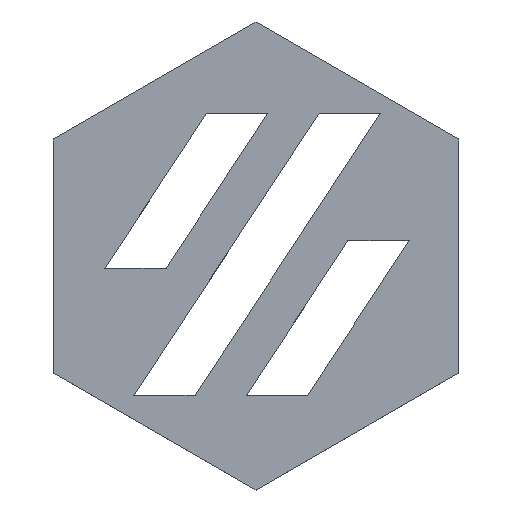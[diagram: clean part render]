
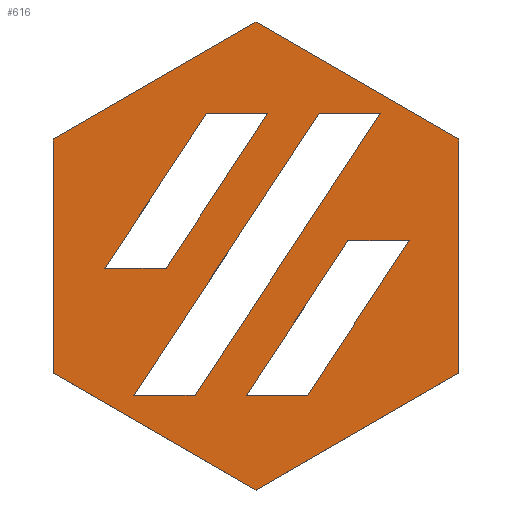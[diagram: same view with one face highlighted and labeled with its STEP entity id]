
A CAD part, top view. The second image highlights one B-rep face of the part: STEP entity #616.
In plain terms, the highlighted planar face has unit normal (0, 0, 1).
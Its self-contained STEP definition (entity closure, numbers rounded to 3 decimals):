
#42=CARTESIAN_POINT('',(168.24,-163.98,-186.871));
#43=VERTEX_POINT('',#42);
#50=CARTESIAN_POINT('',(172.741,-157.132,-186.871));
#51=VERTEX_POINT('',#50);
#52=CARTESIAN_POINT('',(172.741,-157.132,-186.871));
#53=DIRECTION('',(-0.549,-0.836,-0.));
#54=VECTOR('',#53,8.194);
#55=LINE('',#52,#54);
#56=EDGE_CURVE('',#51,#43,#55,.T.);
#80=CARTESIAN_POINT('',(165.533,-163.98,-186.871));
#81=VERTEX_POINT('',#80);
#88=CARTESIAN_POINT('',(168.24,-163.98,-186.871));
#89=DIRECTION('',(-1.,-0.,0.));
#90=VECTOR('',#89,2.707);
#91=LINE('',#88,#90);
#92=EDGE_CURVE('',#43,#81,#91,.T.);
#111=CARTESIAN_POINT('',(170.033,-157.132,-186.871));
#112=VERTEX_POINT('',#111);
#119=CARTESIAN_POINT('',(165.533,-163.98,-186.871));
#120=DIRECTION('',(0.549,0.836,0.));
#121=VECTOR('',#120,8.194);
#122=LINE('',#119,#121);
#123=EDGE_CURVE('',#81,#112,#122,.T.);
#144=CARTESIAN_POINT('',(171.456,-151.499,-186.871));
#145=VERTEX_POINT('',#144);
#152=CARTESIAN_POINT('',(168.749,-151.499,-186.871));
#153=VERTEX_POINT('',#152);
#154=CARTESIAN_POINT('',(168.749,-151.499,-186.871));
#155=DIRECTION('',(1.,-0.,-0.));
#156=VECTOR('',#155,2.707);
#157=LINE('',#154,#156);
#158=EDGE_CURVE('',#153,#145,#157,.T.);
#182=CARTESIAN_POINT('',(163.251,-163.98,-186.871));
#183=VERTEX_POINT('',#182);
#190=CARTESIAN_POINT('',(171.456,-151.499,-186.871));
#191=DIRECTION('',(-0.549,-0.836,-0.));
#192=VECTOR('',#191,14.936);
#193=LINE('',#190,#192);
#194=EDGE_CURVE('',#145,#183,#193,.T.);
#213=CARTESIAN_POINT('',(160.544,-163.98,-186.871));
#214=VERTEX_POINT('',#213);
#221=CARTESIAN_POINT('',(163.251,-163.98,-186.871));
#222=DIRECTION('',(-1.,-0.,0.));
#223=VECTOR('',#222,2.707);
#224=LINE('',#221,#223);
#225=EDGE_CURVE('',#183,#214,#224,.T.);
#246=CARTESIAN_POINT('',(166.467,-151.499,-186.871));
#247=VERTEX_POINT('',#246);
#254=CARTESIAN_POINT('',(163.76,-151.499,-186.871));
#255=VERTEX_POINT('',#254);
#256=CARTESIAN_POINT('',(163.76,-151.499,-186.871));
#257=DIRECTION('',(1.,0.,-0.));
#258=VECTOR('',#257,2.708);
#259=LINE('',#256,#258);
#260=EDGE_CURVE('',#255,#247,#259,.T.);
#284=CARTESIAN_POINT('',(161.966,-158.346,-186.871));
#285=VERTEX_POINT('',#284);
#292=CARTESIAN_POINT('',(166.467,-151.499,-186.871));
#293=DIRECTION('',(-0.549,-0.836,-0.));
#294=VECTOR('',#293,8.195);
#295=LINE('',#292,#294);
#296=EDGE_CURVE('',#247,#285,#295,.T.);
#315=CARTESIAN_POINT('',(159.259,-158.346,-186.871));
#316=VERTEX_POINT('',#315);
#323=CARTESIAN_POINT('',(161.966,-158.346,-186.871));
#324=DIRECTION('',(-1.,-0.,0.));
#325=VECTOR('',#324,2.707);
#326=LINE('',#323,#325);
#327=EDGE_CURVE('',#285,#316,#326,.T.);
#348=CARTESIAN_POINT('',(165.955,-147.433,-186.871));
#349=VERTEX_POINT('',#348);
#356=CARTESIAN_POINT('',(174.939,-152.62,-186.871));
#357=VERTEX_POINT('',#356);
#358=CARTESIAN_POINT('',(165.955,-147.433,-186.871));
#359=DIRECTION('',(0.866,-0.5,-0.));
#360=VECTOR('',#359,10.374);
#361=LINE('',#358,#360);
#362=EDGE_CURVE('',#349,#357,#361,.T.);
#386=CARTESIAN_POINT('',(156.971,-152.62,-186.871));
#387=VERTEX_POINT('',#386);
#394=CARTESIAN_POINT('',(165.955,-147.433,-186.871));
#395=DIRECTION('',(-0.866,-0.5,-0.));
#396=VECTOR('',#395,10.374);
#397=LINE('',#394,#396);
#398=EDGE_CURVE('',#349,#387,#397,.T.);
#417=CARTESIAN_POINT('',(156.971,-162.994,-186.871));
#418=VERTEX_POINT('',#417);
#425=CARTESIAN_POINT('',(156.971,-152.62,-186.871));
#426=DIRECTION('',(0.,-1.,-0.));
#427=VECTOR('',#426,10.374);
#428=LINE('',#425,#427);
#429=EDGE_CURVE('',#387,#418,#428,.T.);
#448=CARTESIAN_POINT('',(165.955,-168.18,-186.871));
#449=VERTEX_POINT('',#448);
#456=CARTESIAN_POINT('',(156.971,-162.994,-186.871));
#457=DIRECTION('',(0.866,-0.5,-0.));
#458=VECTOR('',#457,10.374);
#459=LINE('',#456,#458);
#460=EDGE_CURVE('',#418,#449,#459,.T.);
#479=CARTESIAN_POINT('',(174.939,-162.994,-186.871));
#480=VERTEX_POINT('',#479);
#487=CARTESIAN_POINT('',(165.955,-168.18,-186.871));
#488=DIRECTION('',(0.866,0.5,0.));
#489=VECTOR('',#488,10.373);
#490=LINE('',#487,#489);
#491=EDGE_CURVE('',#449,#480,#490,.T.);
#509=CARTESIAN_POINT('',(160.544,-163.98,-186.871));
#510=DIRECTION('',(0.549,0.836,0.));
#511=VECTOR('',#510,14.936);
#512=LINE('',#509,#511);
#513=EDGE_CURVE('',#214,#153,#512,.T.);
#531=CARTESIAN_POINT('',(159.259,-158.346,-186.871));
#532=DIRECTION('',(0.549,0.836,0.));
#533=VECTOR('',#532,8.194);
#534=LINE('',#531,#533);
#535=EDGE_CURVE('',#316,#255,#534,.T.);
#553=CARTESIAN_POINT('',(174.939,-162.994,-186.871));
#554=DIRECTION('',(-0.,1.,0.));
#555=VECTOR('',#554,10.374);
#556=LINE('',#553,#555);
#557=EDGE_CURVE('',#480,#357,#556,.T.);
#575=CARTESIAN_POINT('',(170.033,-157.132,-186.871));
#576=DIRECTION('',(1.,0.,-0.));
#577=VECTOR('',#576,2.708);
#578=LINE('',#575,#577);
#579=EDGE_CURVE('',#112,#51,#578,.T.);
#585=CARTESIAN_POINT('',(165.955,-157.807,-186.871));
#586=DIRECTION('',(0.,-0.,1.));
#587=DIRECTION('',(0.,-1.,-0.));
#588=AXIS2_PLACEMENT_3D('',#585,#586,#587);
#589=PLANE('',#588);
#590=ORIENTED_EDGE('',*,*,#362,.F.);
#591=ORIENTED_EDGE('',*,*,#398,.T.);
#592=ORIENTED_EDGE('',*,*,#429,.T.);
#593=ORIENTED_EDGE('',*,*,#460,.T.);
#594=ORIENTED_EDGE('',*,*,#491,.T.);
#595=ORIENTED_EDGE('',*,*,#557,.T.);
#596=EDGE_LOOP('',(#590,#591,#592,#593,#594,#595));
#597=FACE_BOUND('',#596,.T.);
#598=ORIENTED_EDGE('',*,*,#260,.T.);
#599=ORIENTED_EDGE('',*,*,#296,.T.);
#600=ORIENTED_EDGE('',*,*,#327,.T.);
#601=ORIENTED_EDGE('',*,*,#535,.T.);
#602=EDGE_LOOP('',(#598,#599,#600,#601));
#603=FACE_BOUND('',#602,.T.);
#604=ORIENTED_EDGE('',*,*,#158,.T.);
#605=ORIENTED_EDGE('',*,*,#194,.T.);
#606=ORIENTED_EDGE('',*,*,#225,.T.);
#607=ORIENTED_EDGE('',*,*,#513,.T.);
#608=EDGE_LOOP('',(#604,#605,#606,#607));
#609=FACE_BOUND('',#608,.T.);
#610=ORIENTED_EDGE('',*,*,#56,.T.);
#611=ORIENTED_EDGE('',*,*,#92,.T.);
#612=ORIENTED_EDGE('',*,*,#123,.T.);
#613=ORIENTED_EDGE('',*,*,#579,.T.);
#614=EDGE_LOOP('',(#610,#611,#612,#613));
#615=FACE_BOUND('',#614,.T.);
#616=ADVANCED_FACE('',(#597,#603,#609,#615),#589,.T.);
